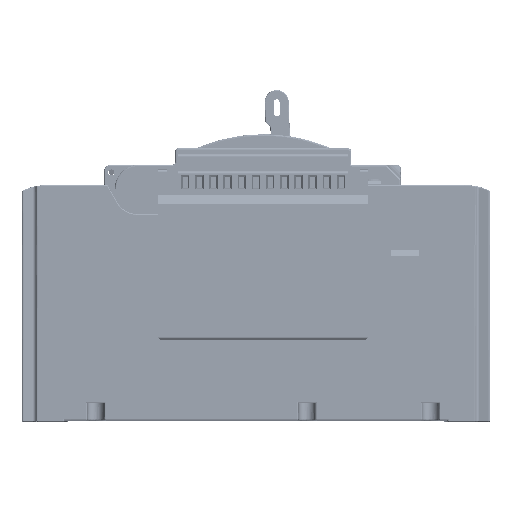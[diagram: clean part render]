
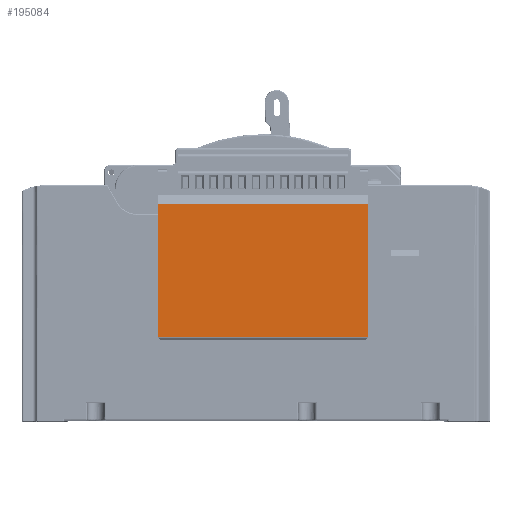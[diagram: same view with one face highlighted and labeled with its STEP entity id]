
A CAD part, front view. The second image highlights one B-rep face of the part: STEP entity #195084.
In plain terms, the highlighted planar face has unit normal (0, -1, 0).
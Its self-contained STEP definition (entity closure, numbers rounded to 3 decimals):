
#6540 = CARTESIAN_POINT ( 'NONE',  ( 122., -30., 54.5 ) ) ;
#8886 = DIRECTION ( 'NONE',  ( 1., 0., 0. ) ) ;
#9123 = EDGE_CURVE ( 'NONE', #26168, #169631, #49646, .T. ) ;
#12118 = CARTESIAN_POINT ( 'NONE',  ( 0., -30., 7.5 ) ) ;
#26168 = VERTEX_POINT ( 'NONE', #252197 ) ;
#26193 = DIRECTION ( 'NONE',  ( 0., 0., -1. ) ) ;
#30578 = DIRECTION ( 'NONE',  ( 0., 0., 1. ) ) ;
#34127 = CARTESIAN_POINT ( 'NONE',  ( 122., -30., 66.5 ) ) ;
#45187 = EDGE_CURVE ( 'NONE', #169631, #185922, #294003, .T. ) ;
#47941 = CARTESIAN_POINT ( 'NONE',  ( 0., -30., 0. ) ) ;
#49646 = LINE ( 'NONE', #216621, #197480 ) ;
#62865 = LINE ( 'NONE', #34127, #159568 ) ;
#75784 = AXIS2_PLACEMENT_3D ( 'NONE', #47941, #346128, #297508 ) ;
#91822 = EDGE_CURVE ( 'NONE', #26168, #156135, #224506, .T. ) ;
#95974 = CARTESIAN_POINT ( 'NONE',  ( 48., -30., 7.5 ) ) ;
#111042 = ORIENTED_EDGE ( 'NONE', *, *, #279571, .T. ) ;
#120958 = VECTOR ( 'NONE', #8886, 1000. ) ;
#121708 = DIRECTION ( 'NONE',  ( 1., 0., 0. ) ) ;
#141342 = ORIENTED_EDGE ( 'NONE', *, *, #45187, .T. ) ;
#148686 = EDGE_LOOP ( 'NONE', ( #234530, #141342, #111042, #241429 ) ) ;
#156135 = VERTEX_POINT ( 'NONE', #6540 ) ;
#159568 = VECTOR ( 'NONE', #30578, 1000. ) ;
#169631 = VERTEX_POINT ( 'NONE', #95974 ) ;
#182702 = PLANE ( 'NONE',  #75784 ) ;
#185922 = VERTEX_POINT ( 'NONE', #278761 ) ;
#187981 = FACE_OUTER_BOUND ( 'NONE', #148686, .T. ) ;
#195084 = ADVANCED_FACE ( 'NONE', ( #187981 ), #182702, .F. ) ;
#197480 = VECTOR ( 'NONE', #26193, 1000. ) ;
#216621 = CARTESIAN_POINT ( 'NONE',  ( 48., -30., 66.5 ) ) ;
#224506 = LINE ( 'NONE', #254939, #120958 ) ;
#234530 = ORIENTED_EDGE ( 'NONE', *, *, #9123, .T. ) ;
#238372 = VECTOR ( 'NONE', #121708, 1000. ) ;
#241429 = ORIENTED_EDGE ( 'NONE', *, *, #91822, .F. ) ;
#252197 = CARTESIAN_POINT ( 'NONE',  ( 48., -30., 54.5 ) ) ;
#254939 = CARTESIAN_POINT ( 'NONE',  ( -0.833, -30., 54.5 ) ) ;
#278761 = CARTESIAN_POINT ( 'NONE',  ( 122., -30., 7.5 ) ) ;
#279571 = EDGE_CURVE ( 'NONE', #185922, #156135, #62865, .T. ) ;
#294003 = LINE ( 'NONE', #12118, #238372 ) ;
#297508 = DIRECTION ( 'NONE',  ( 0., 0., 1. ) ) ;
#346128 = DIRECTION ( 'NONE',  ( 0., 1., 0. ) ) ;
